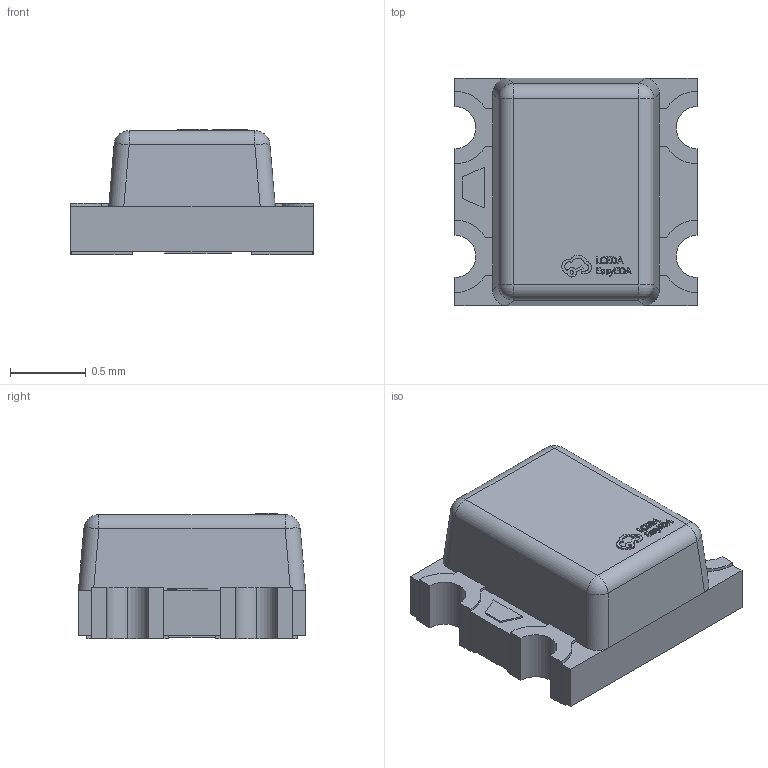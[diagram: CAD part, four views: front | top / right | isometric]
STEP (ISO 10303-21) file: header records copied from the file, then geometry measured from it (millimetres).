
FILE_DESCRIPTION (( 'STEP AP214' ), '1' );
FILE_NAME ('LED-SMD_4P-L1.6-W1.5_XL-1615RGBC-WS2812B-S.STEP', '2025-01-05T11:44:33', ( 'User' ), ( 'China' ), 'SwSTEP 2.0', 'SolidWorks 2020', '' );
FILE_SCHEMA (( 'AUTOMOTIVE_DESIGN' ));
Length unit declared in the file: millimetre
Products named in the file (1): LED-SMD_4P-L1.6-W1.5_XL-1615RGBC-WS2812B-S
Bounding box: 1.6 x 1.5 x 0.83 mm (x, y, z)
Volume: 1.5 mm3; surface area: 9 mm2
Topology: 1 solids, 1 shells, 344 faces, 939 edges, 618 vertices
Faces by surface type: plane 220, bspline 98, cylinder 22, sphere 4
Entity records: 15081 total; most frequent: CARTESIAN_POINT 3220, ORIENTED_EDGE 1878, DIRECTION 1269, EDGE_CURVE 939, LINE 695, VECTOR 695, VERTEX_POINT 618, EDGE_LOOP 365
